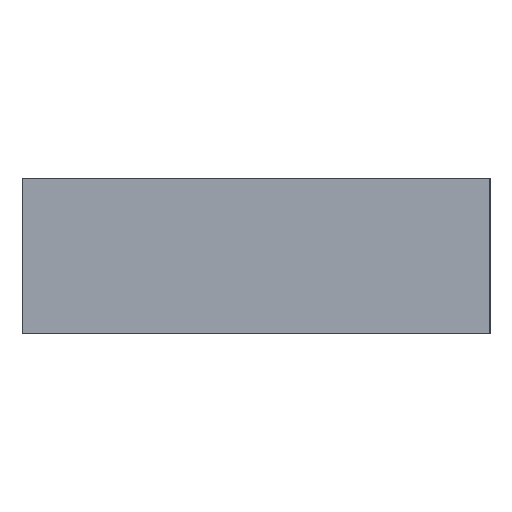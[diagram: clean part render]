
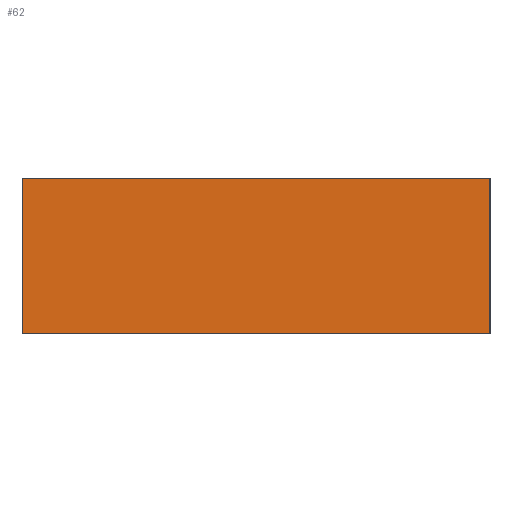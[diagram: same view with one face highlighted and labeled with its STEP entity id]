
A CAD part, left-side view. The second image highlights one B-rep face of the part: STEP entity #62.
In plain terms, the highlighted planar face has unit normal (-1, 0, 0).
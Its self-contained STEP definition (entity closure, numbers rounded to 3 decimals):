
#62 = ADVANCED_FACE ( 'NONE', ( #1087 ), #1109, .F. ) ;
#110 = ORIENTED_EDGE ( 'NONE', *, *, #1562, .F. ) ;
#156 = ORIENTED_EDGE ( 'NONE', *, *, #607, .T. ) ;
#185 = DIRECTION ( 'NONE',  ( 0., 0., -1. ) ) ;
#253 = VERTEX_POINT ( 'NONE', #1838 ) ;
#338 = DIRECTION ( 'NONE',  ( 0., -1., 0. ) ) ;
#363 = VECTOR ( 'NONE', #1812, 1000. ) ;
#507 = VECTOR ( 'NONE', #338, 1000. ) ;
#541 = CARTESIAN_POINT ( 'NONE',  ( 0., 0., 2. ) ) ;
#550 = CARTESIAN_POINT ( 'NONE',  ( 0., 0., 2. ) ) ;
#591 = VECTOR ( 'NONE', #185, 1000. ) ;
#607 = EDGE_CURVE ( 'NONE', #1856, #253, #1643, .T. ) ;
#696 = CARTESIAN_POINT ( 'NONE',  ( 0., 0., 2. ) ) ;
#856 = CARTESIAN_POINT ( 'NONE',  ( 0., 0., 0. ) ) ;
#995 = LINE ( 'NONE', #541, #507 ) ;
#1025 = EDGE_CURVE ( 'NONE', #1667, #1612, #2356, .T. ) ;
#1071 = DIRECTION ( 'NONE',  ( 0., -1., 0. ) ) ;
#1087 = FACE_OUTER_BOUND ( 'NONE', #1166, .T. ) ;
#1109 = PLANE ( 'NONE',  #2163 ) ;
#1166 = EDGE_LOOP ( 'NONE', ( #2402, #2028, #110, #156 ) ) ;
#1173 = LINE ( 'NONE', #2385, #1237 ) ;
#1237 = VECTOR ( 'NONE', #1071, 1000. ) ;
#1305 = DIRECTION ( 'NONE',  ( 0., 0., -1. ) ) ;
#1562 = EDGE_CURVE ( 'NONE', #1856, #1667, #995, .T. ) ;
#1612 = VERTEX_POINT ( 'NONE', #856 ) ;
#1643 = LINE ( 'NONE', #2261, #591 ) ;
#1667 = VERTEX_POINT ( 'NONE', #1999 ) ;
#1812 = DIRECTION ( 'NONE',  ( 0., 0., -1. ) ) ;
#1838 = CARTESIAN_POINT ( 'NONE',  ( 0., 6., 0. ) ) ;
#1856 = VERTEX_POINT ( 'NONE', #2424 ) ;
#1999 = CARTESIAN_POINT ( 'NONE',  ( 0., 0., 2. ) ) ;
#2028 = ORIENTED_EDGE ( 'NONE', *, *, #1025, .F. ) ;
#2163 = AXIS2_PLACEMENT_3D ( 'NONE', #550, #2420, #1305 ) ;
#2189 = EDGE_CURVE ( 'NONE', #253, #1612, #1173, .T. ) ;
#2261 = CARTESIAN_POINT ( 'NONE',  ( 0., 6., 2. ) ) ;
#2356 = LINE ( 'NONE', #696, #363 ) ;
#2385 = CARTESIAN_POINT ( 'NONE',  ( 0., 0., 0. ) ) ;
#2402 = ORIENTED_EDGE ( 'NONE', *, *, #2189, .T. ) ;
#2420 = DIRECTION ( 'NONE',  ( 1., 0., 0. ) ) ;
#2424 = CARTESIAN_POINT ( 'NONE',  ( 0., 6., 2. ) ) ;
